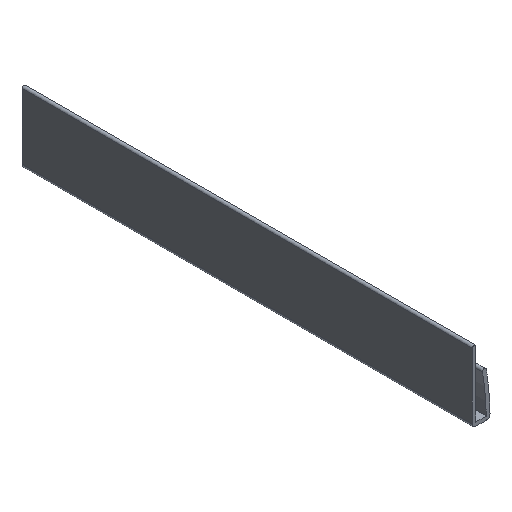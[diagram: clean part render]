
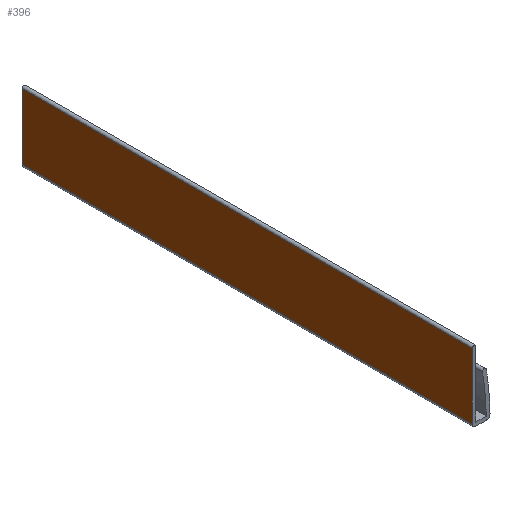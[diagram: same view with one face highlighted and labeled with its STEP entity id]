
A CAD part, isometric view. The second image highlights one B-rep face of the part: STEP entity #396.
In plain terms, the highlighted planar face has unit normal (-1, 0, 0).
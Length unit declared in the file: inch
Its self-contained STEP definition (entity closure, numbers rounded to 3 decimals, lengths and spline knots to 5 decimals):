
#333=CARTESIAN_POINT('',(0.0,5.5125,0.925));
#334=VERTEX_POINT('',#333);
#342=CARTESIAN_POINT('',(0.0,-0.4875,0.925));
#343=VERTEX_POINT('',#342);
#344=CARTESIAN_POINT('',(0.0,-0.4875,0.925));
#345=DIRECTION('',(0.0,1.0,0.0));
#346=VECTOR('',#345,1.0);
#347=LINE('',#344,#346);
#348=EDGE_CURVE('',#343,#334,#347,.T.);
#366=CARTESIAN_POINT('',(-0.0,5.5125,0.05));
#367=VERTEX_POINT('',#366);
#368=CARTESIAN_POINT('',(0.0,5.5125,0.925));
#369=DIRECTION('',(0.0,-0.0,-1.0));
#370=VECTOR('',#369,1.0);
#371=LINE('',#368,#370);
#372=EDGE_CURVE('',#334,#367,#371,.T.);
#373=ORIENTED_EDGE('',*,*,#372,.T.);
#374=CARTESIAN_POINT('',(-0.0,-0.4875,0.05));
#375=VERTEX_POINT('',#374);
#376=CARTESIAN_POINT('',(-0.0,-0.4875,0.05));
#377=DIRECTION('',(0.0,1.0,0.0));
#378=VECTOR('',#377,1.0);
#379=LINE('',#376,#378);
#380=EDGE_CURVE('',#375,#367,#379,.T.);
#381=ORIENTED_EDGE('',*,*,#380,.F.);
#382=CARTESIAN_POINT('',(0.0,-0.4875,0.925));
#383=DIRECTION('',(0.0,-0.0,-1.0));
#384=VECTOR('',#383,1.0);
#385=LINE('',#382,#384);
#386=EDGE_CURVE('',#343,#375,#385,.T.);
#387=ORIENTED_EDGE('',*,*,#386,.F.);
#388=ORIENTED_EDGE('',*,*,#348,.T.);
#389=EDGE_LOOP('',(#373,#381,#387,#388));
#390=FACE_OUTER_BOUND('',#389,.T.);
#391=CARTESIAN_POINT('',(0.0,-0.4875,0.4875));
#392=DIRECTION('',(-1.0,0.0,-0.0));
#393=DIRECTION('',(-0.0,0.0,1.0));
#394=AXIS2_PLACEMENT_3D('',#391,#392,#393);
#395=PLANE('',#394);
#396=ADVANCED_FACE('',(#390),#395,.T.);
